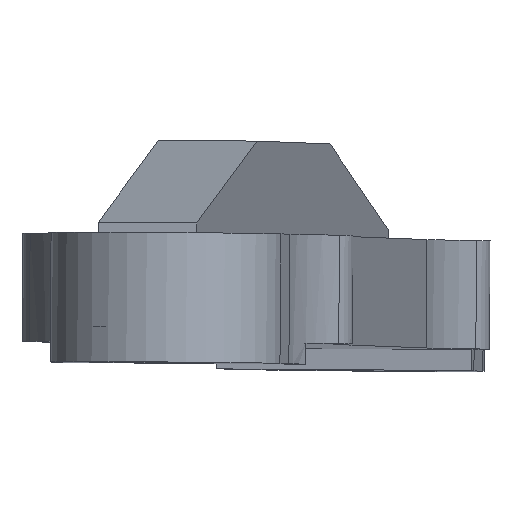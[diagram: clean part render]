
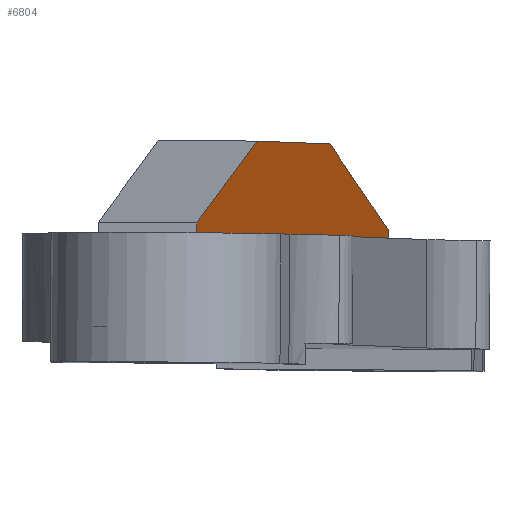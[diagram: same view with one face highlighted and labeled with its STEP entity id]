
A CAD part, front view. The second image highlights one B-rep face of the part: STEP entity #6804.
In plain terms, the highlighted planar face has unit normal (0.985, -0.174, -0.006).
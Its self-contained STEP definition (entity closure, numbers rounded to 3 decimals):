
#255 = PLANE('',#256);
#256 = AXIS2_PLACEMENT_3D('',#257,#258,#259);
#257 = CARTESIAN_POINT('',(6.206,-75.335,5.795
    ));
#258 = DIRECTION('',(0.008,0.006,
    1.));
#259 = DIRECTION('',(0.174,0.985,-0.007));
#1372 = VERTEX_POINT('',#1373);
#1373 = CARTESIAN_POINT('',(-3.92,-52.58,
    5.747));
#1389 = PLANE('',#1390);
#1390 = AXIS2_PLACEMENT_3D('',#1391,#1392,#1393);
#1391 = CARTESIAN_POINT('',(-3.453,-52.663,
    5.694));
#1392 = DIRECTION('',(-0.174,-0.985,0.007)
  );
#1393 = DIRECTION('',(0.008,0.006,
    1.));
#1401 = EDGE_CURVE('',#1402,#1372,#1404,.T.);
#1402 = VERTEX_POINT('',#1403);
#1403 = CARTESIAN_POINT('',(14.312,50.822,
    5.039));
#1404 = SURFACE_CURVE('',#1405,(#1409,#1416),.PCURVE_S1.);
#1405 = LINE('',#1406,#1407);
#1406 = CARTESIAN_POINT('',(14.312,50.822,
    5.039));
#1407 = VECTOR('',#1408,1.);
#1408 = DIRECTION('',(-0.174,-0.985,0.007)
  );
#1409 = PCURVE('',#255,#1410);
#1410 = DEFINITIONAL_REPRESENTATION('',(#1411),#1415);
#1411 = LINE('',#1412,#1413);
#1412 = CARTESIAN_POINT('',(125.65,13.924));
#1413 = VECTOR('',#1414,1.);
#1414 = DIRECTION('',(-1.,0.));
#1415 = ( GEOMETRIC_REPRESENTATION_CONTEXT(2) 
PARAMETRIC_REPRESENTATION_CONTEXT() REPRESENTATION_CONTEXT('2D SPACE',''
  ) );
#1416 = PCURVE('',#1417,#1422);
#1417 = PLANE('',#1418);
#1418 = AXIS2_PLACEMENT_3D('',#1419,#1420,#1421);
#1419 = CARTESIAN_POINT('',(15.296,56.044,
    14.453));
#1420 = DIRECTION('',(0.985,-0.174,-0.007
    ));
#1421 = DIRECTION('',(-0.174,-0.985,0.007)
  );
#1422 = DEFINITIONAL_REPRESENTATION('',(#1423),#1427);
#1423 = LINE('',#1424,#1425);
#1424 = CARTESIAN_POINT('',(5.25,9.45));
#1425 = VECTOR('',#1426,1.);
#1426 = DIRECTION('',(1.,0.));
#1427 = ( GEOMETRIC_REPRESENTATION_CONTEXT(2) 
PARAMETRIC_REPRESENTATION_CONTEXT() REPRESENTATION_CONTEXT('2D SPACE',''
  ) );
#1445 = PLANE('',#1446);
#1446 = AXIS2_PLACEMENT_3D('',#1447,#1448,#1449);
#1447 = CARTESIAN_POINT('',(14.788,50.745,
    6.085));
#1448 = DIRECTION('',(0.174,0.985,-0.007)
  );
#1449 = DIRECTION('',(-0.008,-0.006,
    -1.));
#6510 = VERTEX_POINT('',#6511);
#6511 = CARTESIAN_POINT('',(-3.913,-52.575,
    6.747));
#6525 = PLANE('',#6526);
#6526 = AXIS2_PLACEMENT_3D('',#6527,#6528,#6529);
#6527 = CARTESIAN_POINT('',(-3.73,-54.26,
    6.355));
#6528 = DIRECTION('',(-0.034,-0.23,0.973
    ));
#6529 = DIRECTION('',(0.17,0.958,0.232));
#6537 = EDGE_CURVE('',#1372,#6510,#6538,.T.);
#6538 = SURFACE_CURVE('',#6539,(#6543,#6550),.PCURVE_S1.);
#6539 = LINE('',#6540,#6541);
#6540 = CARTESIAN_POINT('',(-3.92,-52.58,
    5.747));
#6541 = VECTOR('',#6542,1.);
#6542 = DIRECTION('',(0.008,0.006,
    1.));
#6543 = PCURVE('',#1389,#6544);
#6544 = DEFINITIONAL_REPRESENTATION('',(#6545),#6549);
#6545 = LINE('',#6546,#6547);
#6546 = CARTESIAN_POINT('',(0.05,0.475));
#6547 = VECTOR('',#6548,1.);
#6548 = DIRECTION('',(1.,0.));
#6549 = ( GEOMETRIC_REPRESENTATION_CONTEXT(2) 
PARAMETRIC_REPRESENTATION_CONTEXT() REPRESENTATION_CONTEXT('2D SPACE',''
  ) );
#6550 = PCURVE('',#1417,#6551);
#6551 = DEFINITIONAL_REPRESENTATION('',(#6552),#6556);
#6552 = LINE('',#6553,#6554);
#6553 = CARTESIAN_POINT('',(110.25,9.45));
#6554 = VECTOR('',#6555,1.);
#6555 = DIRECTION('',(0.,-1.));
#6556 = ( GEOMETRIC_REPRESENTATION_CONTEXT(2) 
PARAMETRIC_REPRESENTATION_CONTEXT() REPRESENTATION_CONTEXT('2D SPACE',''
  ) );
#6607 = VERTEX_POINT('',#6608);
#6608 = CARTESIAN_POINT('',(1.791,-20.525,
    14.527));
#6622 = PLANE('',#6623);
#6623 = AXIS2_PLACEMENT_3D('',#6624,#6625,#6626);
#6624 = CARTESIAN_POINT('',(9.552,20.753,
    14.241));
#6625 = DIRECTION('',(-0.008,-0.006,
    -1.));
#6626 = DIRECTION('',(-0.174,-0.985,0.007)
  );
#6634 = EDGE_CURVE('',#6510,#6607,#6635,.T.);
#6635 = SURFACE_CURVE('',#6636,(#6640,#6647),.PCURVE_S1.);
#6636 = LINE('',#6637,#6638);
#6637 = CARTESIAN_POINT('',(-3.913,-52.575,
    6.747));
#6638 = VECTOR('',#6639,1.);
#6639 = DIRECTION('',(0.17,0.958,0.232));
#6640 = PCURVE('',#6525,#6641);
#6641 = DEFINITIONAL_REPRESENTATION('',(#6642),#6646);
#6642 = LINE('',#6643,#6644);
#6643 = CARTESIAN_POINT('',(1.674,0.475));
#6644 = VECTOR('',#6645,1.);
#6645 = DIRECTION('',(1.,0.));
#6646 = ( GEOMETRIC_REPRESENTATION_CONTEXT(2) 
PARAMETRIC_REPRESENTATION_CONTEXT() REPRESENTATION_CONTEXT('2D SPACE',''
  ) );
#6647 = PCURVE('',#1417,#6648);
#6648 = DEFINITIONAL_REPRESENTATION('',(#6649),#6653);
#6649 = LINE('',#6650,#6651);
#6650 = CARTESIAN_POINT('',(110.25,8.45));
#6651 = VECTOR('',#6652,1.);
#6652 = DIRECTION('',(-0.971,-0.239));
#6653 = ( GEOMETRIC_REPRESENTATION_CONTEXT(2) 
PARAMETRIC_REPRESENTATION_CONTEXT() REPRESENTATION_CONTEXT('2D SPACE',''
  ) );
#6677 = PLANE('',#6678);
#6678 = AXIS2_PLACEMENT_3D('',#6679,#6680,#6681);
#6679 = CARTESIAN_POINT('',(8.926,17.185,
    14.665));
#6680 = DIRECTION('',(0.049,0.241,0.969));
#6681 = DIRECTION('',(0.167,0.955,-0.246));
#6737 = EDGE_CURVE('',#6738,#6740,#6742,.T.);
#6738 = VERTEX_POINT('',#6739);
#6739 = CARTESIAN_POINT('',(8.737,18.866,
    14.257));
#6740 = VERTEX_POINT('',#6741);
#6741 = CARTESIAN_POINT('',(14.32,50.827,
    6.039));
#6742 = SURFACE_CURVE('',#6743,(#6747,#6754),.PCURVE_S1.);
#6743 = LINE('',#6744,#6745);
#6744 = CARTESIAN_POINT('',(8.737,18.866,
    14.257));
#6745 = VECTOR('',#6746,1.);
#6746 = DIRECTION('',(0.167,0.955,-0.246));
#6747 = PCURVE('',#6677,#6748);
#6748 = DEFINITIONAL_REPRESENTATION('',(#6749),#6753);
#6749 = LINE('',#6750,#6751);
#6750 = CARTESIAN_POINT('',(1.674,0.475));
#6751 = VECTOR('',#6752,1.);
#6752 = DIRECTION('',(1.,0.));
#6753 = ( GEOMETRIC_REPRESENTATION_CONTEXT(2) 
PARAMETRIC_REPRESENTATION_CONTEXT() REPRESENTATION_CONTEXT('2D SPACE',''
  ) );
#6754 = PCURVE('',#1417,#6755);
#6755 = DEFINITIONAL_REPRESENTATION('',(#6756),#6760);
#6756 = LINE('',#6757,#6758);
#6757 = CARTESIAN_POINT('',(37.75,0.45));
#6758 = VECTOR('',#6759,1.);
#6759 = DIRECTION('',(-0.971,0.239));
#6760 = ( GEOMETRIC_REPRESENTATION_CONTEXT(2) 
PARAMETRIC_REPRESENTATION_CONTEXT() REPRESENTATION_CONTEXT('2D SPACE',''
  ) );
#6804 = ADVANCED_FACE('',(#6805),#1417,.T.);
#6805 = FACE_BOUND('',#6806,.F.);
#6806 = EDGE_LOOP('',(#6807,#6808,#6829,#6830,#6831,#6832));
#6807 = ORIENTED_EDGE('',*,*,#6737,.T.);
#6808 = ORIENTED_EDGE('',*,*,#6809,.F.);
#6809 = EDGE_CURVE('',#1402,#6740,#6810,.T.);
#6810 = SURFACE_CURVE('',#6811,(#6815,#6822),.PCURVE_S1.);
#6811 = LINE('',#6812,#6813);
#6812 = CARTESIAN_POINT('',(14.312,50.822,
    5.039));
#6813 = VECTOR('',#6814,1.);
#6814 = DIRECTION('',(0.008,0.006,
    1.));
#6815 = PCURVE('',#1417,#6816);
#6816 = DEFINITIONAL_REPRESENTATION('',(#6817),#6821);
#6817 = LINE('',#6818,#6819);
#6818 = CARTESIAN_POINT('',(5.25,9.45));
#6819 = VECTOR('',#6820,1.);
#6820 = DIRECTION('',(0.,-1.));
#6821 = ( GEOMETRIC_REPRESENTATION_CONTEXT(2) 
PARAMETRIC_REPRESENTATION_CONTEXT() REPRESENTATION_CONTEXT('2D SPACE',''
  ) );
#6822 = PCURVE('',#1445,#6823);
#6823 = DEFINITIONAL_REPRESENTATION('',(#6824),#6828);
#6824 = LINE('',#6825,#6826);
#6825 = CARTESIAN_POINT('',(1.05,0.475));
#6826 = VECTOR('',#6827,1.);
#6827 = DIRECTION('',(-1.,0.));
#6828 = ( GEOMETRIC_REPRESENTATION_CONTEXT(2) 
PARAMETRIC_REPRESENTATION_CONTEXT() REPRESENTATION_CONTEXT('2D SPACE',''
  ) );
#6829 = ORIENTED_EDGE('',*,*,#1401,.T.);
#6830 = ORIENTED_EDGE('',*,*,#6537,.T.);
#6831 = ORIENTED_EDGE('',*,*,#6634,.T.);
#6832 = ORIENTED_EDGE('',*,*,#6833,.F.);
#6833 = EDGE_CURVE('',#6738,#6607,#6834,.T.);
#6834 = SURFACE_CURVE('',#6835,(#6839,#6846),.PCURVE_S1.);
#6835 = LINE('',#6836,#6837);
#6836 = CARTESIAN_POINT('',(8.737,18.866,
    14.257));
#6837 = VECTOR('',#6838,1.);
#6838 = DIRECTION('',(-0.174,-0.985,0.007)
  );
#6839 = PCURVE('',#1417,#6840);
#6840 = DEFINITIONAL_REPRESENTATION('',(#6841),#6845);
#6841 = LINE('',#6842,#6843);
#6842 = CARTESIAN_POINT('',(37.75,0.45));
#6843 = VECTOR('',#6844,1.);
#6844 = DIRECTION('',(1.,0.));
#6845 = ( GEOMETRIC_REPRESENTATION_CONTEXT(2) 
PARAMETRIC_REPRESENTATION_CONTEXT() REPRESENTATION_CONTEXT('2D SPACE',''
  ) );
#6846 = PCURVE('',#6622,#6847);
#6847 = DEFINITIONAL_REPRESENTATION('',(#6848),#6852);
#6848 = LINE('',#6849,#6850);
#6849 = CARTESIAN_POINT('',(2.,0.475));
#6850 = VECTOR('',#6851,1.);
#6851 = DIRECTION('',(1.,0.));
#6852 = ( GEOMETRIC_REPRESENTATION_CONTEXT(2) 
PARAMETRIC_REPRESENTATION_CONTEXT() REPRESENTATION_CONTEXT('2D SPACE',''
  ) );
